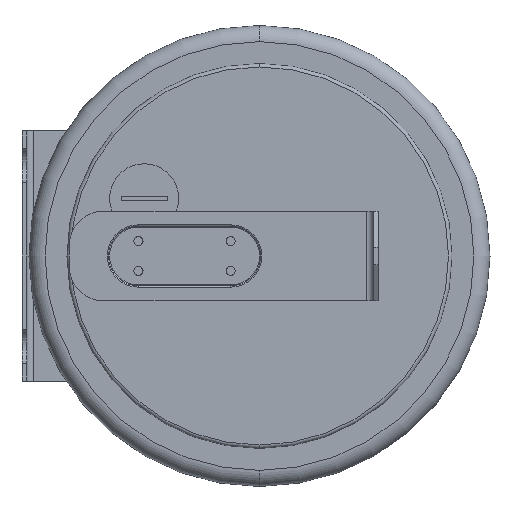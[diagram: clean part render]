
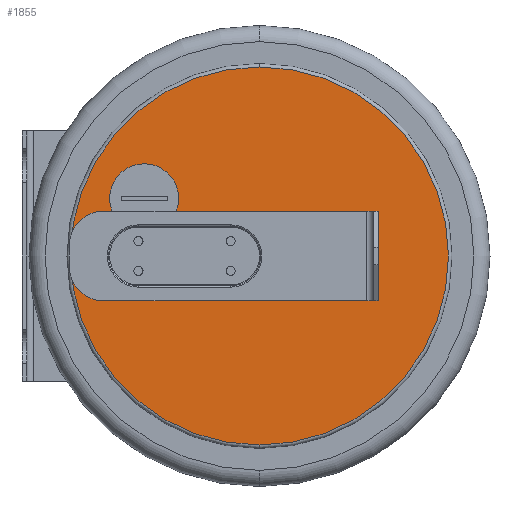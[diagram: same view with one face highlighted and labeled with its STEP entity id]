
A CAD part, front view. The second image highlights one B-rep face of the part: STEP entity #1855.
In plain terms, the highlighted planar face has unit normal (0, -1, 0).
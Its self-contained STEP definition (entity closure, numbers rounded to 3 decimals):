
#178 = DIRECTION ( 'NONE',  ( 0., -1., 0. ) ) ;
#414 = DIRECTION ( 'NONE',  ( 1., 0., 0. ) ) ;
#499 = CARTESIAN_POINT ( 'NONE',  ( -0.05, 1.5, -8.2 ) ) ;
#694 = CIRCLE ( 'NONE', #4224, 1.5 ) ;
#891 = EDGE_CURVE ( 'NONE', #4781, #1551, #3181, .T. ) ;
#1020 = AXIS2_PLACEMENT_3D ( 'NONE', #2962, #4824, #3675 ) ;
#1136 = CARTESIAN_POINT ( 'NONE',  ( -0.05, 1.5, 0. ) ) ;
#1172 = EDGE_CURVE ( 'NONE', #3718, #2781, #4055, .T. ) ;
#1255 = DIRECTION ( 'NONE',  ( 0., 1., 0. ) ) ;
#1516 = DIRECTION ( 'NONE',  ( 0., -1., 0. ) ) ;
#1551 = VERTEX_POINT ( 'NONE', #3967 ) ;
#1591 = DIRECTION ( 'NONE',  ( 0., -1., 0. ) ) ;
#1695 = ORIENTED_EDGE ( 'NONE', *, *, #1172, .F. ) ;
#1733 = FACE_BOUND ( 'NONE', #2645, .T. ) ;
#1855 = ADVANCED_FACE ( 'NONE', ( #1733, #2836 ), #2436, .F. ) ;
#1963 = DIRECTION ( 'NONE',  ( 0., 0., 1. ) ) ;
#2151 = DIRECTION ( 'NONE',  ( 0., 0., 1. ) ) ;
#2385 = EDGE_LOOP ( 'NONE', ( #3958, #5096 ) ) ;
#2436 = PLANE ( 'NONE',  #2940 ) ;
#2445 = CARTESIAN_POINT ( 'NONE',  ( -5.05, 1.5, 2.5 ) ) ;
#2645 = EDGE_LOOP ( 'NONE', ( #4206, #1695 ) ) ;
#2781 = VERTEX_POINT ( 'NONE', #5076 ) ;
#2836 = FACE_OUTER_BOUND ( 'NONE', #2385, .T. ) ;
#2940 = AXIS2_PLACEMENT_3D ( 'NONE', #3963, #1255, #414 ) ;
#2962 = CARTESIAN_POINT ( 'NONE',  ( -0.05, 1.5, 0. ) ) ;
#3181 = CIRCLE ( 'NONE', #4899, 8.2 ) ;
#3389 = CARTESIAN_POINT ( 'NONE',  ( -5.05, 1.5, 1. ) ) ;
#3396 = EDGE_CURVE ( 'NONE', #1551, #4781, #4052, .T. ) ;
#3675 = DIRECTION ( 'NONE',  ( 0., 0., 1. ) ) ;
#3718 = VERTEX_POINT ( 'NONE', #3389 ) ;
#3896 = EDGE_CURVE ( 'NONE', #2781, #3718, #694, .T. ) ;
#3958 = ORIENTED_EDGE ( 'NONE', *, *, #3396, .T. ) ;
#3963 = CARTESIAN_POINT ( 'NONE',  ( 8.15, 1.5, 0. ) ) ;
#3967 = CARTESIAN_POINT ( 'NONE',  ( -0.05, 1.5, 8.2 ) ) ;
#4052 = CIRCLE ( 'NONE', #1020, 8.2 ) ;
#4055 = CIRCLE ( 'NONE', #4139, 1.5 ) ;
#4139 = AXIS2_PLACEMENT_3D ( 'NONE', #2445, #1591, #1963 ) ;
#4206 = ORIENTED_EDGE ( 'NONE', *, *, #3896, .F. ) ;
#4224 = AXIS2_PLACEMENT_3D ( 'NONE', #4805, #178, #2151 ) ;
#4781 = VERTEX_POINT ( 'NONE', #499 ) ;
#4805 = CARTESIAN_POINT ( 'NONE',  ( -5.05, 1.5, 2.5 ) ) ;
#4824 = DIRECTION ( 'NONE',  ( 0., -1., 0. ) ) ;
#4899 = AXIS2_PLACEMENT_3D ( 'NONE', #1136, #1516, #5001 ) ;
#5001 = DIRECTION ( 'NONE',  ( 0., 0., 1. ) ) ;
#5076 = CARTESIAN_POINT ( 'NONE',  ( -5.05, 1.5, 4. ) ) ;
#5096 = ORIENTED_EDGE ( 'NONE', *, *, #891, .T. ) ;
